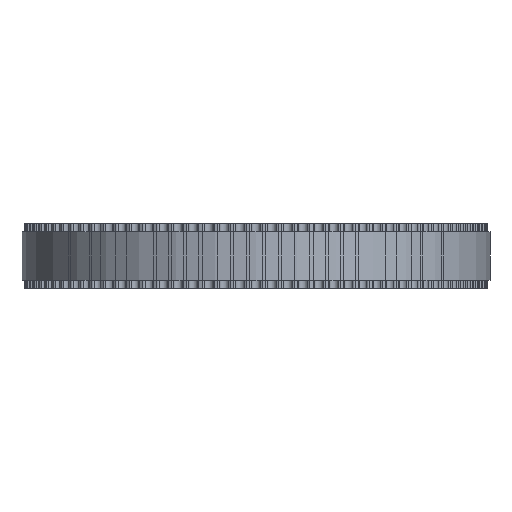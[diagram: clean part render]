
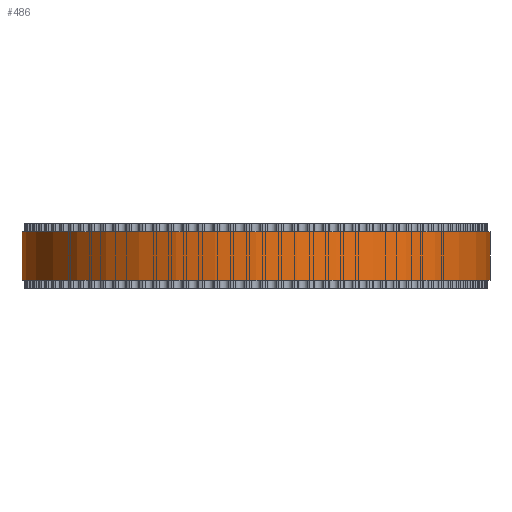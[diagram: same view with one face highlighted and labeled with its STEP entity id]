
A CAD part, front view. The second image highlights one B-rep face of the part: STEP entity #486.
In plain terms, the highlighted cylindrical face has radius 28.966 mm (diameter 57.932 mm), a full revolution.
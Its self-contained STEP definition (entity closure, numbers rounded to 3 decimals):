
#97=FACE_BOUND('',#1584,.T.);
#98=FACE_BOUND('',#1585,.T.);
#486=ADVANCED_FACE('',(#97,#98),#851,.T.);
#851=CYLINDRICAL_SURFACE('',#8151,28.966);
#1584=EDGE_LOOP('',(#4498));
#1585=EDGE_LOOP('',(#4499));
#4498=ORIENTED_EDGE('',*,*,#6322,.T.);
#4499=ORIENTED_EDGE('',*,*,#6323,.T.);
#5228=VERTEX_POINT('',#12900);
#5229=VERTEX_POINT('',#12902);
#6322=EDGE_CURVE('',#5228,#5228,#7052,.T.);
#6323=EDGE_CURVE('',#5229,#5229,#7053,.T.);
#7052=CIRCLE('',#8149,28.966);
#7053=CIRCLE('',#8150,28.966);
#8149=AXIS2_PLACEMENT_3D('',#12899,#10706,#10707);
#8150=AXIS2_PLACEMENT_3D('',#12901,#10708,#10709);
#8151=AXIS2_PLACEMENT_3D('',#12903,#10710,#10711);
#10706=DIRECTION('',(0.,0.,1.));
#10707=DIRECTION('',(1.,0.,0.));
#10708=DIRECTION('',(0.,0.,-1.));
#10709=DIRECTION('',(1.,0.,0.));
#10710=DIRECTION('',(0.,0.,1.));
#10711=DIRECTION('',(1.,0.,0.));
#12899=CARTESIAN_POINT('',(0.,0.,1.));
#12900=CARTESIAN_POINT('',(28.966,0.,1.));
#12901=CARTESIAN_POINT('',(0.,0.,7.));
#12902=CARTESIAN_POINT('',(28.966,0.,7.));
#12903=CARTESIAN_POINT('',(0.,0.,1.));
